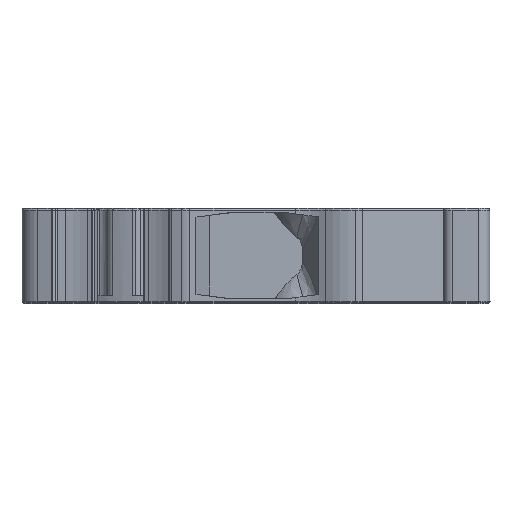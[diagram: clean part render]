
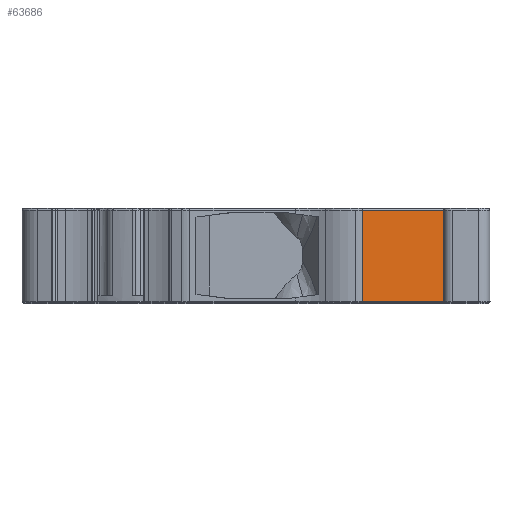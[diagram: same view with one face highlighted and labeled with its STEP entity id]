
A CAD part, left-side view. The second image highlights one B-rep face of the part: STEP entity #63686.
In plain terms, the highlighted planar face has unit normal (-0.992, -0.127, 0).
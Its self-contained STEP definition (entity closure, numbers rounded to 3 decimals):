
#20 = CARTESIAN_POINT ( 'NONE',  ( 51.807, 20.953, 1.762 ) ) ;
#32 = LINE ( 'NONE', #20, #35757 ) ;
#788 = AXIS2_PLACEMENT_3D ( 'NONE', #13439, #13408, #13472 ) ;
#2449 = CARTESIAN_POINT ( 'NONE',  ( 50.912, 27.968, 1.762 ) ) ;
#2509 = DIRECTION ( 'NONE',  ( 0., 0., 1. ) ) ;
#2529 = LINE ( 'NONE', #2449, #37372 ) ;
#5453 = CARTESIAN_POINT ( 'NONE',  ( 51.807, 20.953, -2.788 ) ) ;
#5831 = CARTESIAN_POINT ( 'NONE',  ( 51.811, 20.921, -2.068 ) ) ;
#5834 = CARTESIAN_POINT ( 'NONE',  ( 51.807, 20.953, -1.815 ) ) ;
#5836 = CARTESIAN_POINT ( 'NONE',  ( 51.815, 20.885, -1.959 ) ) ;
#5837 = CARTESIAN_POINT ( 'NONE',  ( 51.816, 20.88, -2.011 ) ) ;
#5845 = CARTESIAN_POINT ( 'NONE',  ( 51.807, 20.952, -1.832 ) ) ;
#5851 = CARTESIAN_POINT ( 'NONE',  ( 51.809, 20.936, -1.881 ) ) ;
#5861 = CARTESIAN_POINT ( 'NONE',  ( 51.81, 20.927, -1.897 ) ) ;
#5862 = CARTESIAN_POINT ( 'NONE',  ( 51.814, 20.895, -1.942 ) ) ;
#5864 = CARTESIAN_POINT ( 'NONE',  ( 51.817, 20.875, -1.984 ) ) ;
#5866 = CARTESIAN_POINT ( 'NONE',  ( 51.817, 20.875, -1.992 ) ) ;
#5868 = CARTESIAN_POINT ( 'NONE',  ( 51.808, 20.942, -1.865 ) ) ;
#5869 = CARTESIAN_POINT ( 'NONE',  ( 51.816, 20.877, -2.001 ) ) ;
#5871 = CARTESIAN_POINT ( 'NONE',  ( 51.812, 20.907, -1.927 ) ) ;
#5873 = CARTESIAN_POINT ( 'NONE',  ( 51.816, 20.879, -1.969 ) ) ;
#5874 = CARTESIAN_POINT ( 'NONE',  ( 51.815, 20.886, -2.02 ) ) ;
#5879 = CARTESIAN_POINT ( 'NONE',  ( 51.812, 20.906, -2.049 ) ) ;
#5882 = CARTESIAN_POINT ( 'NONE',  ( 51.816, 20.875, -1.997 ) ) ;
#5890 = CARTESIAN_POINT ( 'NONE',  ( 51.817, 20.875, -1.988 ) ) ;
#5902 = CARTESIAN_POINT ( 'NONE',  ( 51.807, 20.948, -1.849 ) ) ;
#5910 = CARTESIAN_POINT ( 'NONE',  ( 51.816, 20.877, -1.975 ) ) ;
#5913 = CARTESIAN_POINT ( 'NONE',  ( 51.816, 20.882, -1.964 ) ) ;
#5918 = CARTESIAN_POINT ( 'NONE',  ( 51.811, 20.917, -1.911 ) ) ;
#5920 = CARTESIAN_POINT ( 'NONE',  ( 51.816, 20.875, -1.979 ) ) ;
#5921 = CARTESIAN_POINT ( 'NONE',  ( 51.814, 20.892, -2.028 ) ) ;
#5923 = CARTESIAN_POINT ( 'NONE',  ( 51.809, 20.933, -2.09 ) ) ;
#5925 = CARTESIAN_POINT ( 'NONE',  ( 51.808, 20.941, -2.106 ) ) ;
#5931 = DIRECTION ( 'NONE',  ( 0., 0., -1. ) ) ;
#5939 = LINE ( 'NONE', #6017, #6917 ) ;
#5954 = CARTESIAN_POINT ( 'NONE',  ( 51.807, 20.952, -2.149 ) ) ;
#5968 = CARTESIAN_POINT ( 'NONE',  ( 51.807, 20.953, -2.165 ) ) ;
#5999 = CARTESIAN_POINT ( 'NONE',  ( 51.807, 20.953, -2.157 ) ) ;
#6012 = CARTESIAN_POINT ( 'NONE',  ( 51.807, 20.951, -2.141 ) ) ;
#6014 = CARTESIAN_POINT ( 'NONE',  ( 51.807, 20.948, -2.123 ) ) ;
#6017 = CARTESIAN_POINT ( 'NONE',  ( 51.807, 20.953, 1.762 ) ) ;
#6917 = VECTOR ( 'NONE', #5931, 1000. ) ;
#13406 = PLANE ( 'NONE',  #788 ) ;
#13408 = DIRECTION ( 'NONE',  ( 0.992, 0.127, 0. ) ) ;
#13437 = FACE_OUTER_BOUND ( 'NONE', #15195, .T. ) ;
#13439 = CARTESIAN_POINT ( 'NONE',  ( 50.912, 27.968, 1.762 ) ) ;
#13472 = DIRECTION ( 'NONE',  ( -0.127, 0.992, 0. ) ) ;
#13631 = CARTESIAN_POINT ( 'NONE',  ( 51.807, 20.953, -2.165 ) ) ;
#13657 = CARTESIAN_POINT ( 'NONE',  ( 51.807, 20.953, -1.815 ) ) ;
#13661 = CARTESIAN_POINT ( 'NONE',  ( 51.807, 20.953, 5.112 ) ) ;
#15195 = EDGE_LOOP ( 'NONE', ( #21349, #47231, #21359, #21344, #21354, #47271 ) ) ;
#16056 = EDGE_CURVE ( 'NONE', #18085, #64397, #75501, .T. ) ;
#16109 = EDGE_CURVE ( 'NONE', #48184, #18116, #75879, .T. ) ;
#16131 = EDGE_CURVE ( 'NONE', #64407, #48184, #32, .T. ) ;
#16387 = EDGE_CURVE ( 'NONE', #18116, #18085, #2529, .T. ) ;
#18085 = VERTEX_POINT ( 'NONE', #58745 ) ;
#18116 = VERTEX_POINT ( 'NONE', #58828 ) ;
#21344 = ORIENTED_EDGE ( 'NONE', *, *, #16131, .F. ) ;
#21349 = ORIENTED_EDGE ( 'NONE', *, *, #16056, .F. ) ;
#21354 = ORIENTED_EDGE ( 'NONE', *, *, #36673, .F. ) ;
#21359 = ORIENTED_EDGE ( 'NONE', *, *, #16109, .F. ) ;
#35505 = VECTOR ( 'NONE', #75382, 1000. ) ;
#35611 = VECTOR ( 'NONE', #74631, 1000. ) ;
#35757 = VECTOR ( 'NONE', #76194, 1000. ) ;
#36673 = EDGE_CURVE ( 'NONE', #64370, #64407, #72033, .T. ) ;
#36680 = EDGE_CURVE ( 'NONE', #64397, #64370, #5939, .T. ) ;
#37372 = VECTOR ( 'NONE', #2509, 1000. ) ;
#47231 = ORIENTED_EDGE ( 'NONE', *, *, #16387, .F. ) ;
#47271 = ORIENTED_EDGE ( 'NONE', *, *, #36680, .F. ) ;
#48184 = VERTEX_POINT ( 'NONE', #5453 ) ;
#58745 = CARTESIAN_POINT ( 'NONE',  ( 50.912, 27.968, 5.112 ) ) ;
#58828 = CARTESIAN_POINT ( 'NONE',  ( 50.912, 27.968, -2.788 ) ) ;
#63686 = ADVANCED_FACE ( 'NONE', ( #13437 ), #13406, .F. ) ;
#64370 = VERTEX_POINT ( 'NONE', #13657 ) ;
#64397 = VERTEX_POINT ( 'NONE', #13661 ) ;
#64407 = VERTEX_POINT ( 'NONE', #13631 ) ;
#72033 = B_SPLINE_CURVE_WITH_KNOTS ( 'NONE', 3,
 ( #5834, #5845, #5902, #5868, #5851, #5861, #5918, #5871, #5862, #5836, #5913, #5873, #5910, #5920, #5864, #5890, #5866, #5882, #5869, #5837, #5874, #5921, #5879, #5831, #5923, #5925, #6014, #6012, #5954, #5999, #5968 ),
 .UNSPECIFIED., .F., .F.,
 ( 4, 3, 3, 3, 3, 3, 3, 3, 3, 3, 4 ),
 ( 0., 0., 0., 0., 0., 0., 0., 0., 0., 0., 0. ),
 .UNSPECIFIED. ) ;
#74631 = DIRECTION ( 'NONE',  ( -0.127, 0.992, 0. ) ) ;
#75382 = DIRECTION ( 'NONE',  ( 0.127, -0.992, 0. ) ) ;
#75387 = CARTESIAN_POINT ( 'NONE',  ( 50.912, 27.968, 5.112 ) ) ;
#75501 = LINE ( 'NONE', #75387, #35505 ) ;
#75832 = CARTESIAN_POINT ( 'NONE',  ( 50.912, 27.968, -2.788 ) ) ;
#75879 = LINE ( 'NONE', #75832, #35611 ) ;
#76194 = DIRECTION ( 'NONE',  ( 0., 0., -1. ) ) ;
